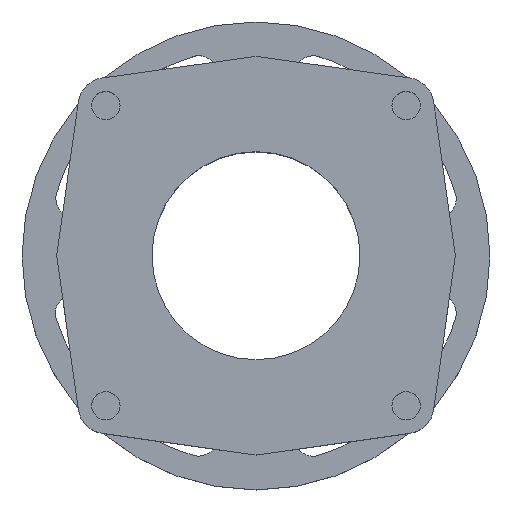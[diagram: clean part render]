
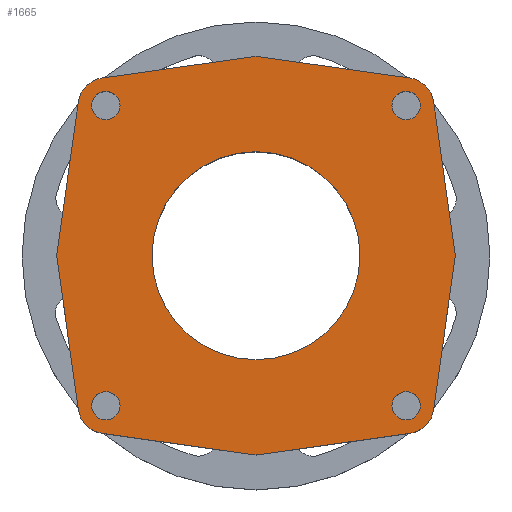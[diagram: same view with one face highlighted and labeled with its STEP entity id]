
A CAD part, top view. The second image highlights one B-rep face of the part: STEP entity #1665.
In plain terms, the highlighted planar face has unit normal (0, 0, 1).
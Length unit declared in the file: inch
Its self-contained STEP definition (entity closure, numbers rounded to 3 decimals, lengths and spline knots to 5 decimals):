
#1=DIRECTION('',(0.99,-0.139,0.));
#2=VECTOR('',#1,2.23938);
#3=CARTESIAN_POINT('',(0.,2.875,2.94));
#4=LINE('',#3,#2);
#13=CARTESIAN_POINT('',(0.,0.,2.94));
#14=DIRECTION('',(0.,0.,-1.));
#15=DIRECTION('',(0.,1.,0.));
#16=AXIS2_PLACEMENT_3D('',#13,#14,#15);
#18=CARTESIAN_POINT('',(0.,0.,2.94));
#19=DIRECTION('',(0.,0.,1.));
#20=DIRECTION('',(0.,1.,0.));
#21=AXIS2_PLACEMENT_3D('',#18,#19,#20);
#23=CARTESIAN_POINT('',(2.16104,2.16104,2.94));
#24=DIRECTION('',(0.,0.,-1.));
#25=DIRECTION('',(0.139,0.99,0.));
#26=AXIS2_PLACEMENT_3D('',#23,#24,#25);
#28=CARTESIAN_POINT('',(2.16104,-2.16104,2.94));
#29=DIRECTION('',(0.,0.,-1.));
#30=DIRECTION('',(0.99,-0.139,0.));
#31=AXIS2_PLACEMENT_3D('',#28,#29,#30);
#33=CARTESIAN_POINT('',(-2.16104,-2.16104,2.94));
#34=DIRECTION('',(0.,0.,-1.));
#35=DIRECTION('',(-0.139,-0.99,0.));
#36=AXIS2_PLACEMENT_3D('',#33,#34,#35);
#38=CARTESIAN_POINT('',(-2.16104,2.16104,2.94));
#39=DIRECTION('',(0.,0.,-1.));
#40=DIRECTION('',(-0.99,0.139,0.));
#41=AXIS2_PLACEMENT_3D('',#38,#39,#40);
#43=CARTESIAN_POINT('',(2.16551,2.16551,2.94));
#44=DIRECTION('',(0.,0.,-1.));
#45=DIRECTION('',(-1.,0.,0.));
#46=AXIS2_PLACEMENT_3D('',#43,#44,#45);
#48=CARTESIAN_POINT('',(2.16551,2.16551,2.94));
#49=DIRECTION('',(0.,0.,-1.));
#50=DIRECTION('',(1.,0.,0.));
#51=AXIS2_PLACEMENT_3D('',#48,#49,#50);
#53=CARTESIAN_POINT('',(2.16551,-2.16551,2.94));
#54=DIRECTION('',(0.,0.,-1.));
#55=DIRECTION('',(-1.,0.,0.));
#56=AXIS2_PLACEMENT_3D('',#53,#54,#55);
#58=CARTESIAN_POINT('',(2.16551,-2.16551,2.94));
#59=DIRECTION('',(0.,0.,-1.));
#60=DIRECTION('',(1.,0.,0.));
#61=AXIS2_PLACEMENT_3D('',#58,#59,#60);
#63=CARTESIAN_POINT('',(-2.16551,-2.16551,2.94));
#64=DIRECTION('',(0.,0.,-1.));
#65=DIRECTION('',(-1.,0.,0.));
#66=AXIS2_PLACEMENT_3D('',#63,#64,#65);
#68=CARTESIAN_POINT('',(-2.16551,-2.16551,2.94));
#69=DIRECTION('',(0.,0.,-1.));
#70=DIRECTION('',(1.,0.,0.));
#71=AXIS2_PLACEMENT_3D('',#68,#69,#70);
#73=CARTESIAN_POINT('',(-2.16551,2.16551,2.94));
#74=DIRECTION('',(0.,0.,-1.));
#75=DIRECTION('',(-1.,0.,0.));
#76=AXIS2_PLACEMENT_3D('',#73,#74,#75);
#78=CARTESIAN_POINT('',(-2.16551,2.16551,2.94));
#79=DIRECTION('',(0.,0.,-1.));
#80=DIRECTION('',(1.,0.,0.));
#81=AXIS2_PLACEMENT_3D('',#78,#79,#80);
#1141=DIRECTION('',(0.99,0.139,0.));
#1142=VECTOR('',#1141,2.23938);
#1143=CARTESIAN_POINT('',(-2.21758,2.56334,2.94));
#1144=LINE('',#1143,#1142);
#1157=DIRECTION('',(0.139,0.99,0.));
#1158=VECTOR('',#1157,2.23938);
#1159=CARTESIAN_POINT('',(-2.875,0.,2.94));
#1160=LINE('',#1159,#1158);
#1169=DIRECTION('',(-0.139,0.99,0.));
#1170=VECTOR('',#1169,2.23938);
#1171=CARTESIAN_POINT('',(-2.56334,-2.21758,2.94));
#1172=LINE('',#1171,#1170);
#1185=DIRECTION('',(-0.99,0.139,0.));
#1186=VECTOR('',#1185,2.23938);
#1187=CARTESIAN_POINT('',(0.,-2.875,2.94));
#1188=LINE('',#1187,#1186);
#1197=DIRECTION('',(-0.99,-0.139,0.));
#1198=VECTOR('',#1197,2.23938);
#1199=CARTESIAN_POINT('',(2.21758,-2.56334,2.94));
#1200=LINE('',#1199,#1198);
#1213=DIRECTION('',(-0.139,-0.99,0.));
#1214=VECTOR('',#1213,2.23938);
#1215=CARTESIAN_POINT('',(2.875,0.,2.94));
#1216=LINE('',#1215,#1214);
#1225=DIRECTION('',(0.139,-0.99,0.));
#1226=VECTOR('',#1225,2.23938);
#1227=CARTESIAN_POINT('',(2.56334,2.21758,2.94));
#1228=LINE('',#1227,#1226);
#1338=CARTESIAN_POINT('',(0.,1.5,2.94));
#1340=VERTEX_POINT('',#1338);
#1346=CARTESIAN_POINT('',(0.,-1.5,2.94));
#1348=VERTEX_POINT('',#1346);
#1365=CARTESIAN_POINT('',(0.,2.875,2.94));
#1366=CARTESIAN_POINT('',(2.21758,2.56334,2.94));
#1367=VERTEX_POINT('',#1365);
#1368=VERTEX_POINT('',#1366);
#1373=CARTESIAN_POINT('',(2.56334,2.21758,2.94));
#1374=VERTEX_POINT('',#1373);
#1377=CARTESIAN_POINT('',(2.875,0.,2.94));
#1378=VERTEX_POINT('',#1377);
#1381=CARTESIAN_POINT('',(2.56334,-2.21758,2.94));
#1382=VERTEX_POINT('',#1381);
#1385=CARTESIAN_POINT('',(2.21758,-2.56334,2.94));
#1386=VERTEX_POINT('',#1385);
#1389=CARTESIAN_POINT('',(0.,-2.875,2.94));
#1390=VERTEX_POINT('',#1389);
#1393=CARTESIAN_POINT('',(-2.21758,-2.56334,2.94));
#1394=VERTEX_POINT('',#1393);
#1399=CARTESIAN_POINT('',(-2.56334,-2.21758,2.94));
#1400=VERTEX_POINT('',#1399);
#1403=CARTESIAN_POINT('',(-2.875,0.,2.94));
#1404=VERTEX_POINT('',#1403);
#1407=CARTESIAN_POINT('',(-2.56334,2.21758,2.94));
#1408=VERTEX_POINT('',#1407);
#1411=CARTESIAN_POINT('',(-2.21758,2.56334,2.94));
#1412=VERTEX_POINT('',#1411);
#1427=CARTESIAN_POINT('',(1.96101,2.16551,2.94));
#1428=CARTESIAN_POINT('',(2.37001,2.16551,2.94));
#1429=VERTEX_POINT('',#1427);
#1430=VERTEX_POINT('',#1428);
#1435=CARTESIAN_POINT('',(1.96101,-2.16551,2.94));
#1436=CARTESIAN_POINT('',(2.37001,-2.16551,2.94));
#1437=VERTEX_POINT('',#1435);
#1438=VERTEX_POINT('',#1436);
#1443=CARTESIAN_POINT('',(-2.37001,-2.16551,2.94));
#1444=CARTESIAN_POINT('',(-1.96101,-2.16551,2.94));
#1445=VERTEX_POINT('',#1443);
#1446=VERTEX_POINT('',#1444);
#1451=CARTESIAN_POINT('',(-2.37001,2.16551,2.94));
#1452=CARTESIAN_POINT('',(-1.96101,2.16551,2.94));
#1453=VERTEX_POINT('',#1451);
#1454=VERTEX_POINT('',#1452);
#1605=CARTESIAN_POINT('',(0.,0.,2.94));
#1606=DIRECTION('',(0.,0.,1.));
#1607=DIRECTION('',(0.,1.,0.));
#1608=AXIS2_PLACEMENT_3D('',#1605,#1606,#1607);
#1609=PLANE('',#1608);
#1610=ORIENTED_EDGE('',*,*,#1592,.T.);
#1612=ORIENTED_EDGE('',*,*,#1611,.T.);
#1614=ORIENTED_EDGE('',*,*,#1613,.T.);
#1616=ORIENTED_EDGE('',*,*,#1615,.T.);
#1618=ORIENTED_EDGE('',*,*,#1617,.T.);
#1620=ORIENTED_EDGE('',*,*,#1619,.T.);
#1622=ORIENTED_EDGE('',*,*,#1621,.T.);
#1624=ORIENTED_EDGE('',*,*,#1623,.T.);
#1626=ORIENTED_EDGE('',*,*,#1625,.T.);
#1628=ORIENTED_EDGE('',*,*,#1627,.T.);
#1630=ORIENTED_EDGE('',*,*,#1629,.T.);
#1632=ORIENTED_EDGE('',*,*,#1631,.T.);
#1633=EDGE_LOOP('',(#1610,#1612,#1614,#1616,#1618,#1620,#1622,#1624,#1626,#1628,
#1630,#1632));
#1634=FACE_OUTER_BOUND('',#1633,.F.);
#1636=ORIENTED_EDGE('',*,*,#1635,.F.);
#1638=ORIENTED_EDGE('',*,*,#1637,.T.);
#1639=EDGE_LOOP('',(#1636,#1638));
#1640=FACE_BOUND('',#1639,.F.);
#1642=ORIENTED_EDGE('',*,*,#1641,.F.);
#1644=ORIENTED_EDGE('',*,*,#1643,.F.);
#1645=EDGE_LOOP('',(#1642,#1644));
#1646=FACE_BOUND('',#1645,.F.);
#1648=ORIENTED_EDGE('',*,*,#1647,.F.);
#1650=ORIENTED_EDGE('',*,*,#1649,.F.);
#1651=EDGE_LOOP('',(#1648,#1650));
#1652=FACE_BOUND('',#1651,.F.);
#1654=ORIENTED_EDGE('',*,*,#1653,.F.);
#1656=ORIENTED_EDGE('',*,*,#1655,.F.);
#1657=EDGE_LOOP('',(#1654,#1656));
#1658=FACE_BOUND('',#1657,.F.);
#1660=ORIENTED_EDGE('',*,*,#1659,.F.);
#1662=ORIENTED_EDGE('',*,*,#1661,.F.);
#1663=EDGE_LOOP('',(#1660,#1662));
#1664=FACE_BOUND('',#1663,.F.);
#17=CIRCLE('',#16,1.5);
#22=CIRCLE('',#21,1.5);
#27=CIRCLE('',#26,0.40625);
#32=CIRCLE('',#31,0.40625);
#37=CIRCLE('',#36,0.40625);
#42=CIRCLE('',#41,0.40625);
#47=CIRCLE('',#46,0.2045);
#52=CIRCLE('',#51,0.2045);
#57=CIRCLE('',#56,0.2045);
#62=CIRCLE('',#61,0.2045);
#67=CIRCLE('',#66,0.2045);
#72=CIRCLE('',#71,0.2045);
#77=CIRCLE('',#76,0.2045);
#82=CIRCLE('',#81,0.2045);
#1592=EDGE_CURVE('',#1367,#1368,#4,.T.);
#1611=EDGE_CURVE('',#1368,#1374,#27,.T.);
#1613=EDGE_CURVE('',#1374,#1378,#1228,.T.);
#1615=EDGE_CURVE('',#1378,#1382,#1216,.T.);
#1617=EDGE_CURVE('',#1382,#1386,#32,.T.);
#1619=EDGE_CURVE('',#1386,#1390,#1200,.T.);
#1621=EDGE_CURVE('',#1390,#1394,#1188,.T.);
#1623=EDGE_CURVE('',#1394,#1400,#37,.T.);
#1625=EDGE_CURVE('',#1400,#1404,#1172,.T.);
#1627=EDGE_CURVE('',#1404,#1408,#1160,.T.);
#1629=EDGE_CURVE('',#1408,#1412,#42,.T.);
#1631=EDGE_CURVE('',#1412,#1367,#1144,.T.);
#1635=EDGE_CURVE('',#1340,#1348,#17,.T.);
#1637=EDGE_CURVE('',#1340,#1348,#22,.T.);
#1641=EDGE_CURVE('',#1429,#1430,#47,.T.);
#1643=EDGE_CURVE('',#1430,#1429,#52,.T.);
#1647=EDGE_CURVE('',#1437,#1438,#57,.T.);
#1649=EDGE_CURVE('',#1438,#1437,#62,.T.);
#1653=EDGE_CURVE('',#1445,#1446,#67,.T.);
#1655=EDGE_CURVE('',#1446,#1445,#72,.T.);
#1659=EDGE_CURVE('',#1453,#1454,#77,.T.);
#1661=EDGE_CURVE('',#1454,#1453,#82,.T.);
#1665=ADVANCED_FACE('',(#1634,#1640,#1646,#1652,#1658,#1664),#1609,.T.);
